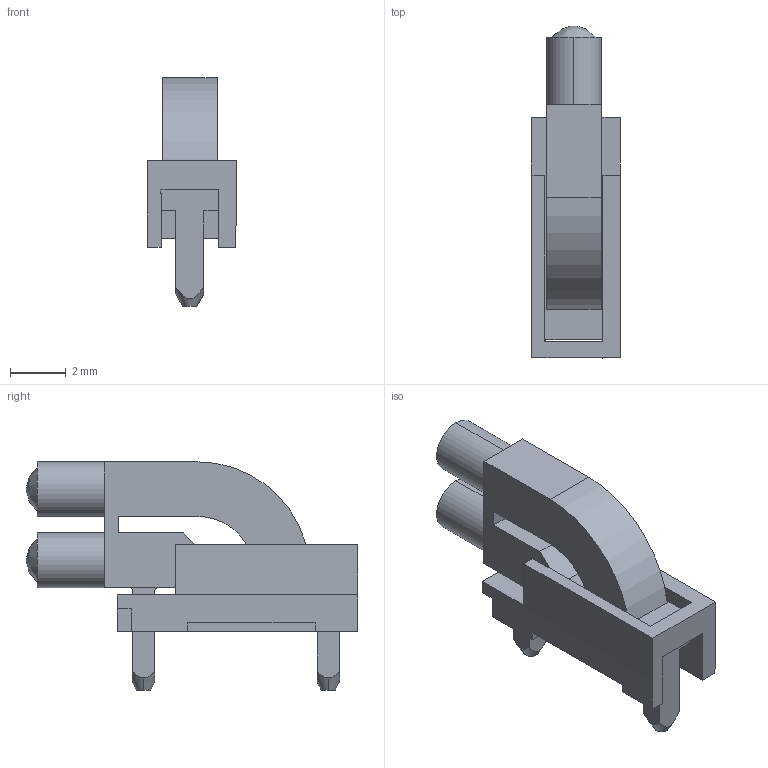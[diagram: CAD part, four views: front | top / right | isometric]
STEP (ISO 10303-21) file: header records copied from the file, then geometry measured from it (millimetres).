
FILE_DESCRIPTION (( 'STEP AP214' ), '1' );
FILE_NAME ('栱殣鍒鍱2 - 2202316.stp', '2017-10-23T18:40:42', ( '' ), ( '' ), 'SwSTEP 2.0', 'SolidWorks 2016', '' );
FILE_SCHEMA (( 'AUTOMOTIVE_DESIGN' ));
Length unit declared in the file: millimetre
Products named in the file (2): HS_LC-H-D2_R2XC1-2.54_H.Select_00821945; 栱殣鍒鍱2 - 2202316
Assembly tree (1 placements, depth 2):
  栱殣鍒鍱2 - 2202316
    HS_LC-H-D2_R2XC1-2.54_H.Select_00821945
Bounding box: 3.18 x 11.85 x 8.15 mm (x, y, z)
Surface area: 279 mm2 (no closed solid volume)
Topology: 0 solids, 1 shells, 77 faces, 219 edges, 144 vertices
Faces by surface type: plane 58, cylinder 11, cone 6, bspline 2
Entity records: 3519 total; most frequent: CARTESIAN_POINT 632, ORIENTED_EDGE 438, DIRECTION 383, EDGE_CURVE 219, VECTOR 169, LINE 169, VERTEX_POINT 144, AXIS2_PLACEMENT_3D 107
